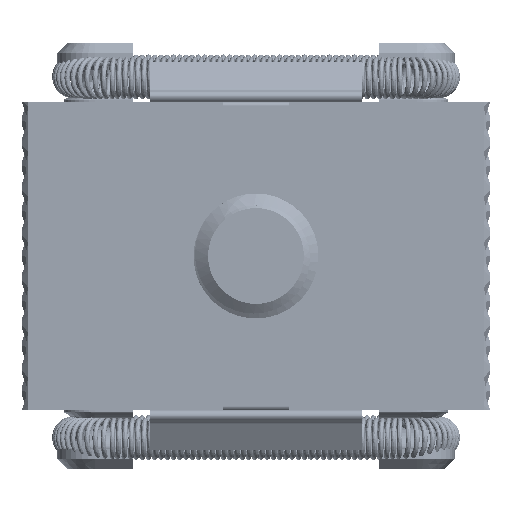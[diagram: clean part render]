
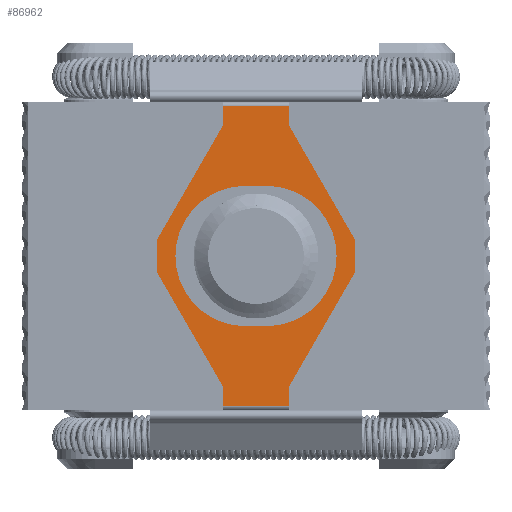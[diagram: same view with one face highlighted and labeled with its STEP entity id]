
A CAD part, front view. The second image highlights one B-rep face of the part: STEP entity #86962.
In plain terms, the highlighted face is planar.
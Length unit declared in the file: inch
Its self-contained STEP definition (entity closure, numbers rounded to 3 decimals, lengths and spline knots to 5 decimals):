
#1822 = DIRECTION ( 'NONE',  ( 0., -1., 0. ) ) ;
#2029 = CIRCLE ( 'NONE', #43663, 0.26553 ) ;
#2062 = CARTESIAN_POINT ( 'NONE',  ( -0.03937, 0.26553, -0.33268 ) ) ;
#2134 = CARTESIAN_POINT ( 'NONE',  ( -0.03937, -0.26553, -0.33268 ) ) ;
#3489 = DIRECTION ( 'NONE',  ( 0.5, -0.866, 0. ) ) ;
#3747 = VECTOR ( 'NONE', #23188, 39.37008 ) ;
#4457 = EDGE_CURVE ( 'NONE', #105209, #89745, #6253, .T. ) ;
#6253 = LINE ( 'NONE', #65989, #87247 ) ;
#6837 = CARTESIAN_POINT ( 'NONE',  ( -0.45788, -0.05513, -0.33268 ) ) ;
#6995 = CIRCLE ( 'NONE', #15096, 0.26553 ) ;
#8128 = PLANE ( 'NONE',  #94551 ) ;
#8606 = DIRECTION ( 'NONE',  ( -1., 0., 0. ) ) ;
#9037 = VERTEX_POINT ( 'NONE', #63922 ) ;
#9538 = ORIENTED_EDGE ( 'NONE', *, *, #95521, .T. ) ;
#9603 = ORIENTED_EDGE ( 'NONE', *, *, #29671, .T. ) ;
#12209 = CARTESIAN_POINT ( 'NONE',  ( 0.16239, -0.56693, -0.33268 ) ) ;
#12950 = ORIENTED_EDGE ( 'NONE', *, *, #90509, .F. ) ;
#13360 = AXIS2_PLACEMENT_3D ( 'NONE', #70378, #19591, #78959 ) ;
#14142 = CARTESIAN_POINT ( 'NONE',  ( 0.45788, -0.05513, -0.33268 ) ) ;
#14151 = VERTEX_POINT ( 'NONE', #6837 ) ;
#14675 = CARTESIAN_POINT ( 'NONE',  ( 0., -0.56693, -0.33268 ) ) ;
#15037 = VERTEX_POINT ( 'NONE', #55850 ) ;
#15096 = AXIS2_PLACEMENT_3D ( 'NONE', #103406, #52536, #1822 ) ;
#15839 = VECTOR ( 'NONE', #8606, 39.37008 ) ;
#16633 = DIRECTION ( 'NONE',  ( 0., -1., 0. ) ) ;
#16676 = EDGE_CURVE ( 'NONE', #9037, #82870, #6995, .T. ) ;
#18861 = LINE ( 'NONE', #42782, #95758 ) ;
#19591 = DIRECTION ( 'NONE',  ( 0., 0., 1. ) ) ;
#20834 = EDGE_LOOP ( 'NONE', ( #43109, #91144, #9538, #93828, #9603 ) ) ;
#20915 = VECTOR ( 'NONE', #100202, 39.37008 ) ;
#22284 = LINE ( 'NONE', #35402, #64717 ) ;
#23188 = DIRECTION ( 'NONE',  ( 1., 0., 0. ) ) ;
#25061 = EDGE_CURVE ( 'NONE', #15037, #14151, #98749, .T. ) ;
#25465 = ORIENTED_EDGE ( 'NONE', *, *, #102991, .F. ) ;
#29259 = CARTESIAN_POINT ( 'NONE',  ( 0.45788, 0., -0.33268 ) ) ;
#29671 = EDGE_CURVE ( 'NONE', #86278, #37674, #2029, .T. ) ;
#32782 = CARTESIAN_POINT ( 'NONE',  ( -0.03937, 0., -0.33268 ) ) ;
#33902 = ORIENTED_EDGE ( 'NONE', *, *, #76644, .F. ) ;
#35402 = CARTESIAN_POINT ( 'NONE',  ( -0.16239, 0.56693, -0.33268 ) ) ;
#36439 = VECTOR ( 'NONE', #105696, 39.37008 ) ;
#37674 = VERTEX_POINT ( 'NONE', #2134 ) ;
#37904 = VECTOR ( 'NONE', #52004, 39.37008 ) ;
#40864 = CARTESIAN_POINT ( 'NONE',  ( 0.16239, -0.56693, -0.33268 ) ) ;
#41164 = VERTEX_POINT ( 'NONE', #95337 ) ;
#41231 = DIRECTION ( 'NONE',  ( 0., -1., 0. ) ) ;
#41306 = DIRECTION ( 'NONE',  ( 0., -1., 0. ) ) ;
#42571 = EDGE_CURVE ( 'NONE', #37674, #9037, #18861, .T. ) ;
#42782 = CARTESIAN_POINT ( 'NONE',  ( 0., -0.26553, -0.33268 ) ) ;
#43109 = ORIENTED_EDGE ( 'NONE', *, *, #42571, .T. ) ;
#43490 = CARTESIAN_POINT ( 'NONE',  ( 0., 0.26553, -0.33268 ) ) ;
#43663 = AXIS2_PLACEMENT_3D ( 'NONE', #32782, #92079, #41306 ) ;
#43917 = DIRECTION ( 'NONE',  ( -0.5, -0.866, 0. ) ) ;
#47662 = CARTESIAN_POINT ( 'NONE',  ( 0.3049, 0., -0.33268 ) ) ;
#51990 = ORIENTED_EDGE ( 'NONE', *, *, #91789, .F. ) ;
#52004 = DIRECTION ( 'NONE',  ( -1., 0., 0. ) ) ;
#52536 = DIRECTION ( 'NONE',  ( 0., 0., 1. ) ) ;
#53496 = CARTESIAN_POINT ( 'NONE',  ( -0.45788, -0.05513, -0.33268 ) ) ;
#53619 = VECTOR ( 'NONE', #41231, 39.37008 ) ;
#54000 = EDGE_CURVE ( 'NONE', #14151, #41164, #61823, .T. ) ;
#54717 = VERTEX_POINT ( 'NONE', #104288 ) ;
#54903 = CARTESIAN_POINT ( 'NONE',  ( 0.16239, 0.56693, -0.33268 ) ) ;
#55850 = CARTESIAN_POINT ( 'NONE',  ( -0.45788, 0.05513, -0.33268 ) ) ;
#58510 = DIRECTION ( 'NONE',  ( 0., 0., 1. ) ) ;
#59118 = VECTOR ( 'NONE', #3489, 39.37008 ) ;
#59351 = CARTESIAN_POINT ( 'NONE',  ( 0., 0.56693, -0.33268 ) ) ;
#61823 = LINE ( 'NONE', #53496, #59118 ) ;
#62551 = ORIENTED_EDGE ( 'NONE', *, *, #25061, .F. ) ;
#63922 = CARTESIAN_POINT ( 'NONE',  ( 0.03937, -0.26553, -0.33268 ) ) ;
#64376 = EDGE_CURVE ( 'NONE', #84561, #86278, #105624, .T. ) ;
#64717 = VECTOR ( 'NONE', #43917, 39.37008 ) ;
#65834 = ORIENTED_EDGE ( 'NONE', *, *, #54000, .F. ) ;
#65989 = CARTESIAN_POINT ( 'NONE',  ( 0.45788, 0.05513, -0.33268 ) ) ;
#70378 = CARTESIAN_POINT ( 'NONE',  ( 0.03937, 0., -0.33268 ) ) ;
#71382 = LINE ( 'NONE', #14675, #3747 ) ;
#73688 = EDGE_CURVE ( 'NONE', #74848, #105209, #101466, .T. ) ;
#74848 = VERTEX_POINT ( 'NONE', #14142 ) ;
#76644 = EDGE_CURVE ( 'NONE', #89745, #54717, #80849, .T. ) ;
#77057 = FACE_BOUND ( 'NONE', #20834, .T. ) ;
#78666 = EDGE_LOOP ( 'NONE', ( #51990, #65834, #62551, #12950, #33902, #107530, #108917, #25465 ) ) ;
#78959 = DIRECTION ( 'NONE',  ( 0., -1., 0. ) ) ;
#80849 = LINE ( 'NONE', #59351, #15839 ) ;
#82870 = VERTEX_POINT ( 'NONE', #47662 ) ;
#84561 = VERTEX_POINT ( 'NONE', #95428 ) ;
#85885 = DIRECTION ( 'NONE',  ( 1., 0., 0. ) ) ;
#86278 = VERTEX_POINT ( 'NONE', #2062 ) ;
#86962 = ADVANCED_FACE ( 'NONE', ( #77057, #96938 ), #8128, .F. ) ;
#87247 = VECTOR ( 'NONE', #94768, 39.37008 ) ;
#88569 = LINE ( 'NONE', #40864, #20915 ) ;
#89745 = VERTEX_POINT ( 'NONE', #54903 ) ;
#90509 = EDGE_CURVE ( 'NONE', #54717, #15037, #22284, .T. ) ;
#91144 = ORIENTED_EDGE ( 'NONE', *, *, #16676, .T. ) ;
#91789 = EDGE_CURVE ( 'NONE', #41164, #97909, #71382, .T. ) ;
#92079 = DIRECTION ( 'NONE',  ( 0., 0., 1. ) ) ;
#93828 = ORIENTED_EDGE ( 'NONE', *, *, #64376, .T. ) ;
#94551 = AXIS2_PLACEMENT_3D ( 'NONE', #109751, #58510, #16633 ) ;
#94768 = DIRECTION ( 'NONE',  ( -0.5, 0.866, 0. ) ) ;
#95337 = CARTESIAN_POINT ( 'NONE',  ( -0.16239, -0.56693, -0.33268 ) ) ;
#95428 = CARTESIAN_POINT ( 'NONE',  ( 0.03937, 0.26553, -0.33268 ) ) ;
#95521 = EDGE_CURVE ( 'NONE', #82870, #84561, #103105, .T. ) ;
#95758 = VECTOR ( 'NONE', #85885, 39.37008 ) ;
#96938 = FACE_OUTER_BOUND ( 'NONE', #78666, .T. ) ;
#97909 = VERTEX_POINT ( 'NONE', #12209 ) ;
#98749 = LINE ( 'NONE', #100583, #53619 ) ;
#100202 = DIRECTION ( 'NONE',  ( 0.5, 0.866, 0. ) ) ;
#100583 = CARTESIAN_POINT ( 'NONE',  ( -0.45788, 0., -0.33268 ) ) ;
#101466 = LINE ( 'NONE', #29259, #36439 ) ;
#102991 = EDGE_CURVE ( 'NONE', #97909, #74848, #88569, .T. ) ;
#103105 = CIRCLE ( 'NONE', #13360, 0.26553 ) ;
#103406 = CARTESIAN_POINT ( 'NONE',  ( 0.03937, 0., -0.33268 ) ) ;
#104288 = CARTESIAN_POINT ( 'NONE',  ( -0.16239, 0.56693, -0.33268 ) ) ;
#105209 = VERTEX_POINT ( 'NONE', #107916 ) ;
#105624 = LINE ( 'NONE', #43490, #37904 ) ;
#105696 = DIRECTION ( 'NONE',  ( 0., 1., 0. ) ) ;
#107530 = ORIENTED_EDGE ( 'NONE', *, *, #4457, .F. ) ;
#107916 = CARTESIAN_POINT ( 'NONE',  ( 0.45788, 0.05513, -0.33268 ) ) ;
#108917 = ORIENTED_EDGE ( 'NONE', *, *, #73688, .F. ) ;
#109751 = CARTESIAN_POINT ( 'NONE',  ( 0., 0., -0.33268 ) ) ;
